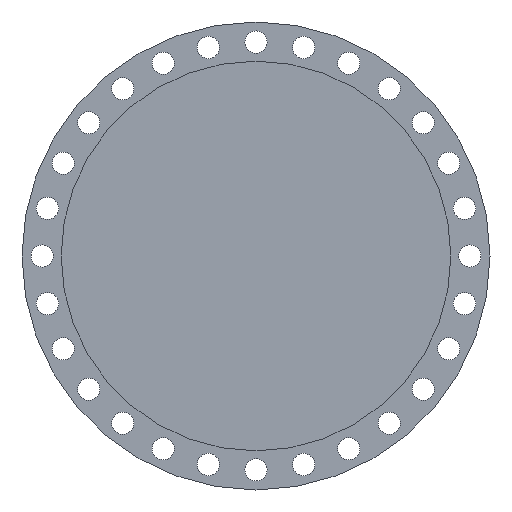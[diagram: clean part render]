
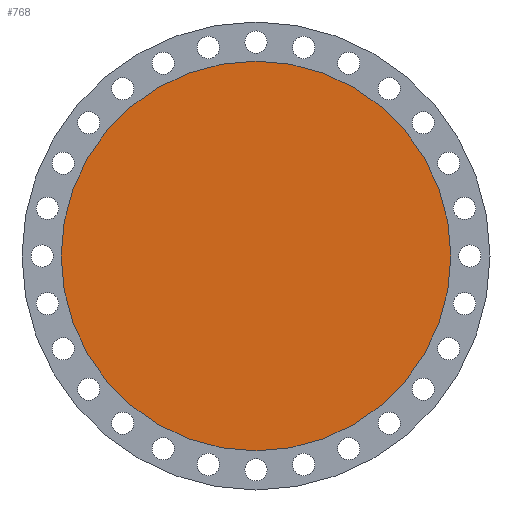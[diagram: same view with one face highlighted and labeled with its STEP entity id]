
A CAD part, left-side view. The second image highlights one B-rep face of the part: STEP entity #768.
In plain terms, the highlighted planar face has unit normal (-1, 0, 0).
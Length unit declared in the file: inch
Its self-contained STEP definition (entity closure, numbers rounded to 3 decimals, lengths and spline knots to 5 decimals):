
#30 = FACE_OUTER_BOUND ( 'NONE', #2249, .T. ) ;
#158 = DIRECTION ( 'NONE',  ( 0., 0., 1. ) ) ;
#182 = CARTESIAN_POINT ( 'NONE',  ( 0., 0., -23. ) ) ;
#282 = CARTESIAN_POINT ( 'NONE',  ( 0., 0., 0. ) ) ;
#435 = CIRCLE ( 'NONE', #817, 23. ) ;
#511 = DIRECTION ( 'NONE',  ( -1., 0., 0. ) ) ;
#614 = CARTESIAN_POINT ( 'NONE',  ( 0., 0., 0. ) ) ;
#647 = EDGE_CURVE ( 'NONE', #1530, #1413, #856, .T. ) ;
#768 = ADVANCED_FACE ( 'NONE', ( #30 ), #1391, .T. ) ;
#817 = AXIS2_PLACEMENT_3D ( 'NONE', #282, #511, #2299 ) ;
#856 = CIRCLE ( 'NONE', #1147, 23. ) ;
#1147 = AXIS2_PLACEMENT_3D ( 'NONE', #614, #1635, #2209 ) ;
#1225 = DIRECTION ( 'NONE',  ( -1., 0., 0. ) ) ;
#1391 = PLANE ( 'NONE',  #1439 ) ;
#1413 = VERTEX_POINT ( 'NONE', #182 ) ;
#1439 = AXIS2_PLACEMENT_3D ( 'NONE', #2125, #1225, #158 ) ;
#1530 = VERTEX_POINT ( 'NONE', #1845 ) ;
#1635 = DIRECTION ( 'NONE',  ( -1., 0., 0. ) ) ;
#1845 = CARTESIAN_POINT ( 'NONE',  ( 0., 0., 23. ) ) ;
#1880 = EDGE_CURVE ( 'NONE', #1413, #1530, #435, .T. ) ;
#2125 = CARTESIAN_POINT ( 'NONE',  ( 0., 0., 0. ) ) ;
#2193 = ORIENTED_EDGE ( 'NONE', *, *, #647, .T. ) ;
#2209 = DIRECTION ( 'NONE',  ( 0., 0., 1. ) ) ;
#2230 = ORIENTED_EDGE ( 'NONE', *, *, #1880, .T. ) ;
#2249 = EDGE_LOOP ( 'NONE', ( #2193, #2230 ) ) ;
#2299 = DIRECTION ( 'NONE',  ( 0., 0., 1. ) ) ;
